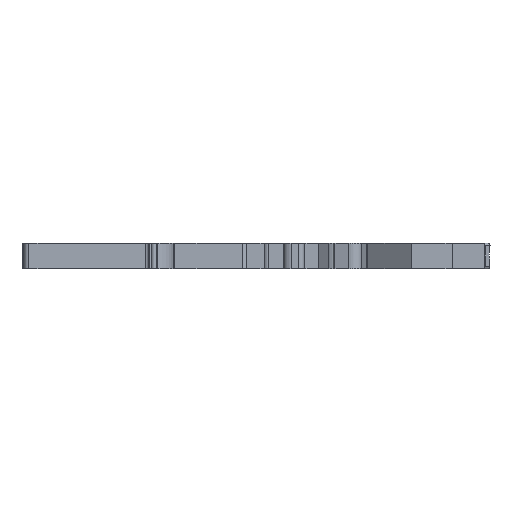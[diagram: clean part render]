
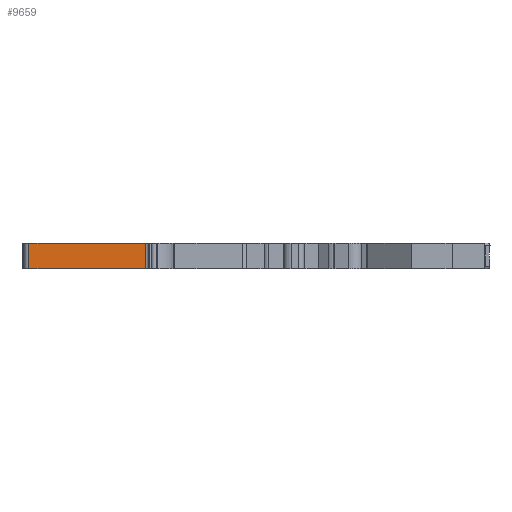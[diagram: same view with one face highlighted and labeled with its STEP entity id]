
A CAD part, front view. The second image highlights one B-rep face of the part: STEP entity #9659.
In plain terms, the highlighted planar face has unit normal (0, -1, 0).
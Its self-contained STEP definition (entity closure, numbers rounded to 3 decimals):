
#3393=DIRECTION('',(-1.,0.,0.));
#3394=VECTOR('',#3393,22.8);
#3395=CARTESIAN_POINT('',(-21.25,-34.,-2.5));
#3396=LINE('',#3395,#3394);
#3397=DIRECTION('',(1.,0.,0.));
#3398=VECTOR('',#3397,22.8);
#3399=CARTESIAN_POINT('',(-44.05,-34.,2.5));
#3400=LINE('',#3399,#3398);
#3401=DIRECTION('',(0.,0.,-1.));
#3402=VECTOR('',#3401,5.);
#3403=CARTESIAN_POINT('',(-21.25,-34.,2.5));
#3404=LINE('',#3403,#3402);
#3405=DIRECTION('',(0.,0.,-1.));
#3406=VECTOR('',#3405,5.);
#3407=CARTESIAN_POINT('',(-44.05,-34.,2.5));
#3408=LINE('',#3407,#3406);
#3598=CARTESIAN_POINT('',(-44.05,-34.,-2.5));
#3599=VERTEX_POINT('',#3598);
#3600=CARTESIAN_POINT('',(-21.25,-34.,-2.5));
#3601=VERTEX_POINT('',#3600);
#3958=CARTESIAN_POINT('',(-21.25,-34.,2.5));
#3959=VERTEX_POINT('',#3958);
#3960=CARTESIAN_POINT('',(-44.05,-34.,2.5));
#3961=VERTEX_POINT('',#3960);
#9647=CARTESIAN_POINT('',(-32.65,-34.,0.));
#9648=DIRECTION('',(0.,1.,0.));
#9649=DIRECTION('',(1.,0.,0.));
#9650=AXIS2_PLACEMENT_3D('',#9647,#9648,#9649);
#9651=PLANE('',#9650);
#9652=ORIENTED_EDGE('',*,*,#4679,.T.);
#9654=ORIENTED_EDGE('',*,*,#9653,.F.);
#9655=ORIENTED_EDGE('',*,*,#5802,.T.);
#9656=ORIENTED_EDGE('',*,*,#9640,.T.);
#9657=EDGE_LOOP('',(#9652,#9654,#9655,#9656));
#9658=FACE_OUTER_BOUND('',#9657,.F.);
#4679=EDGE_CURVE('',#3601,#3599,#3396,.T.);
#5802=EDGE_CURVE('',#3961,#3959,#3400,.T.);
#9640=EDGE_CURVE('',#3959,#3601,#3404,.T.);
#9653=EDGE_CURVE('',#3961,#3599,#3408,.T.);
#9659=ADVANCED_FACE('',(#9658),#9651,.F.);
